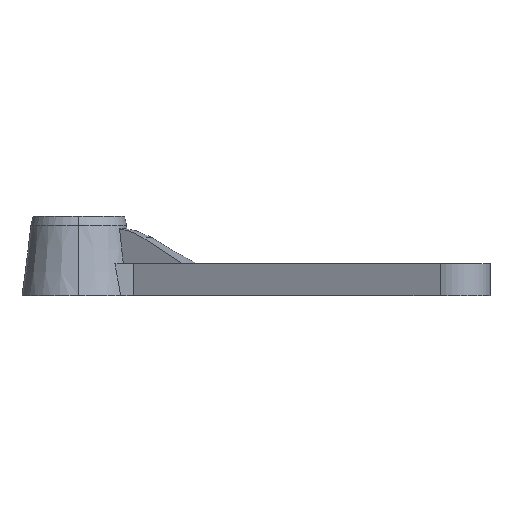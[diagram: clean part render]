
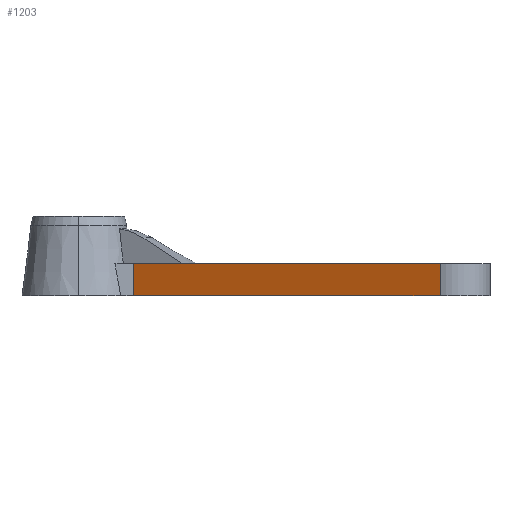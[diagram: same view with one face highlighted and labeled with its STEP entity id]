
A CAD part, front view. The second image highlights one B-rep face of the part: STEP entity #1203.
In plain terms, the highlighted planar face has unit normal (-0.448, -0.894, 0).
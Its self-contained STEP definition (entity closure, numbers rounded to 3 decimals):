
#73 = PLANE('',#74);
#74 = AXIS2_PLACEMENT_3D('',#75,#76,#77);
#75 = CARTESIAN_POINT('',(-34.049,-275.,4.));
#76 = DIRECTION('',(0.,0.,1.));
#77 = DIRECTION('',(1.,0.,0.));
#128 = PLANE('',#129);
#129 = AXIS2_PLACEMENT_3D('',#130,#131,#132);
#130 = CARTESIAN_POINT('',(-34.049,-275.,0.));
#131 = DIRECTION('',(0.,0.,1.));
#132 = DIRECTION('',(1.,0.,0.));
#425 = VERTEX_POINT('',#426);
#426 = CARTESIAN_POINT('',(-57.089,-279.75,0.));
#440 = PLANE('',#441);
#441 = AXIS2_PLACEMENT_3D('',#442,#443,#444);
#442 = CARTESIAN_POINT('',(-57.089,-279.75,0.));
#443 = DIRECTION('',(0.,-1.,0.));
#444 = DIRECTION('',(-1.,0.,0.));
#452 = EDGE_CURVE('',#425,#453,#455,.T.);
#453 = VERTEX_POINT('',#454);
#454 = CARTESIAN_POINT('',(-18.924,-298.846,0.));
#455 = SURFACE_CURVE('',#456,(#460,#467),.PCURVE_S1.);
#456 = LINE('',#457,#458);
#457 = CARTESIAN_POINT('',(-57.089,-279.75,0.));
#458 = VECTOR('',#459,1.);
#459 = DIRECTION('',(0.894,-0.447,0.));
#460 = PCURVE('',#128,#461);
#461 = DEFINITIONAL_REPRESENTATION('',(#462),#466);
#462 = LINE('',#463,#464);
#463 = CARTESIAN_POINT('',(-23.04,-4.75));
#464 = VECTOR('',#465,1.);
#465 = DIRECTION('',(0.894,-0.447));
#466 = ( GEOMETRIC_REPRESENTATION_CONTEXT(2) 
PARAMETRIC_REPRESENTATION_CONTEXT() REPRESENTATION_CONTEXT('2D SPACE',''
  ) );
#467 = PCURVE('',#468,#473);
#468 = PLANE('',#469);
#469 = AXIS2_PLACEMENT_3D('',#470,#471,#472);
#470 = CARTESIAN_POINT('',(-57.089,-279.75,0.));
#471 = DIRECTION('',(0.447,0.894,0.));
#472 = DIRECTION('',(0.894,-0.447,0.));
#473 = DEFINITIONAL_REPRESENTATION('',(#474),#478);
#474 = LINE('',#475,#476);
#475 = CARTESIAN_POINT('',(0.,0.));
#476 = VECTOR('',#477,1.);
#477 = DIRECTION('',(1.,0.));
#478 = ( GEOMETRIC_REPRESENTATION_CONTEXT(2) 
PARAMETRIC_REPRESENTATION_CONTEXT() REPRESENTATION_CONTEXT('2D SPACE',''
  ) );
#497 = CYLINDRICAL_SURFACE('',#498,4.3);
#498 = AXIS2_PLACEMENT_3D('',#499,#500,#501);
#499 = CARTESIAN_POINT('',(-17.,-295.,0.));
#500 = DIRECTION('',(-0.,-0.,-1.));
#501 = DIRECTION('',(1.,0.,0.));
#806 = VERTEX_POINT('',#807);
#807 = CARTESIAN_POINT('',(-57.089,-279.75,4.));
#828 = EDGE_CURVE('',#806,#829,#831,.T.);
#829 = VERTEX_POINT('',#830);
#830 = CARTESIAN_POINT('',(-18.924,-298.846,4.));
#831 = SURFACE_CURVE('',#832,(#836,#843),.PCURVE_S1.);
#832 = LINE('',#833,#834);
#833 = CARTESIAN_POINT('',(-57.089,-279.75,4.));
#834 = VECTOR('',#835,1.);
#835 = DIRECTION('',(0.894,-0.447,0.));
#836 = PCURVE('',#73,#837);
#837 = DEFINITIONAL_REPRESENTATION('',(#838),#842);
#838 = LINE('',#839,#840);
#839 = CARTESIAN_POINT('',(-23.04,-4.75));
#840 = VECTOR('',#841,1.);
#841 = DIRECTION('',(0.894,-0.447));
#842 = ( GEOMETRIC_REPRESENTATION_CONTEXT(2) 
PARAMETRIC_REPRESENTATION_CONTEXT() REPRESENTATION_CONTEXT('2D SPACE',''
  ) );
#843 = PCURVE('',#468,#844);
#844 = DEFINITIONAL_REPRESENTATION('',(#845),#849);
#845 = LINE('',#846,#847);
#846 = CARTESIAN_POINT('',(0.,-4.));
#847 = VECTOR('',#848,1.);
#848 = DIRECTION('',(1.,0.));
#849 = ( GEOMETRIC_REPRESENTATION_CONTEXT(2) 
PARAMETRIC_REPRESENTATION_CONTEXT() REPRESENTATION_CONTEXT('2D SPACE',''
  ) );
#1070 = EDGE_CURVE('',#453,#829,#1071,.T.);
#1071 = SURFACE_CURVE('',#1072,(#1076,#1083),.PCURVE_S1.);
#1072 = LINE('',#1073,#1074);
#1073 = CARTESIAN_POINT('',(-18.924,-298.846,0.));
#1074 = VECTOR('',#1075,1.);
#1075 = DIRECTION('',(0.,0.,1.));
#1076 = PCURVE('',#497,#1077);
#1077 = DEFINITIONAL_REPRESENTATION('',(#1078),#1082);
#1078 = LINE('',#1079,#1080);
#1079 = CARTESIAN_POINT('',(-4.248,0.));
#1080 = VECTOR('',#1081,1.);
#1081 = DIRECTION('',(-0.,-1.));
#1082 = ( GEOMETRIC_REPRESENTATION_CONTEXT(2) 
PARAMETRIC_REPRESENTATION_CONTEXT() REPRESENTATION_CONTEXT('2D SPACE',''
  ) );
#1083 = PCURVE('',#468,#1084);
#1084 = DEFINITIONAL_REPRESENTATION('',(#1085),#1089);
#1085 = LINE('',#1086,#1087);
#1086 = CARTESIAN_POINT('',(42.675,0.));
#1087 = VECTOR('',#1088,1.);
#1088 = DIRECTION('',(0.,-1.));
#1089 = ( GEOMETRIC_REPRESENTATION_CONTEXT(2) 
PARAMETRIC_REPRESENTATION_CONTEXT() REPRESENTATION_CONTEXT('2D SPACE',''
  ) );
#1203 = ADVANCED_FACE('',(#1204),#468,.F.);
#1204 = FACE_BOUND('',#1205,.F.);
#1205 = EDGE_LOOP('',(#1206,#1227,#1228,#1229));
#1206 = ORIENTED_EDGE('',*,*,#1207,.T.);
#1207 = EDGE_CURVE('',#425,#806,#1208,.T.);
#1208 = SURFACE_CURVE('',#1209,(#1213,#1220),.PCURVE_S1.);
#1209 = LINE('',#1210,#1211);
#1210 = CARTESIAN_POINT('',(-57.089,-279.75,0.));
#1211 = VECTOR('',#1212,1.);
#1212 = DIRECTION('',(0.,0.,1.));
#1213 = PCURVE('',#468,#1214);
#1214 = DEFINITIONAL_REPRESENTATION('',(#1215),#1219);
#1215 = LINE('',#1216,#1217);
#1216 = CARTESIAN_POINT('',(0.,0.));
#1217 = VECTOR('',#1218,1.);
#1218 = DIRECTION('',(0.,-1.));
#1219 = ( GEOMETRIC_REPRESENTATION_CONTEXT(2) 
PARAMETRIC_REPRESENTATION_CONTEXT() REPRESENTATION_CONTEXT('2D SPACE',''
  ) );
#1220 = PCURVE('',#440,#1221);
#1221 = DEFINITIONAL_REPRESENTATION('',(#1222),#1226);
#1222 = LINE('',#1223,#1224);
#1223 = CARTESIAN_POINT('',(0.,-0.));
#1224 = VECTOR('',#1225,1.);
#1225 = DIRECTION('',(0.,-1.));
#1226 = ( GEOMETRIC_REPRESENTATION_CONTEXT(2) 
PARAMETRIC_REPRESENTATION_CONTEXT() REPRESENTATION_CONTEXT('2D SPACE',''
  ) );
#1227 = ORIENTED_EDGE('',*,*,#828,.T.);
#1228 = ORIENTED_EDGE('',*,*,#1070,.F.);
#1229 = ORIENTED_EDGE('',*,*,#452,.F.);
